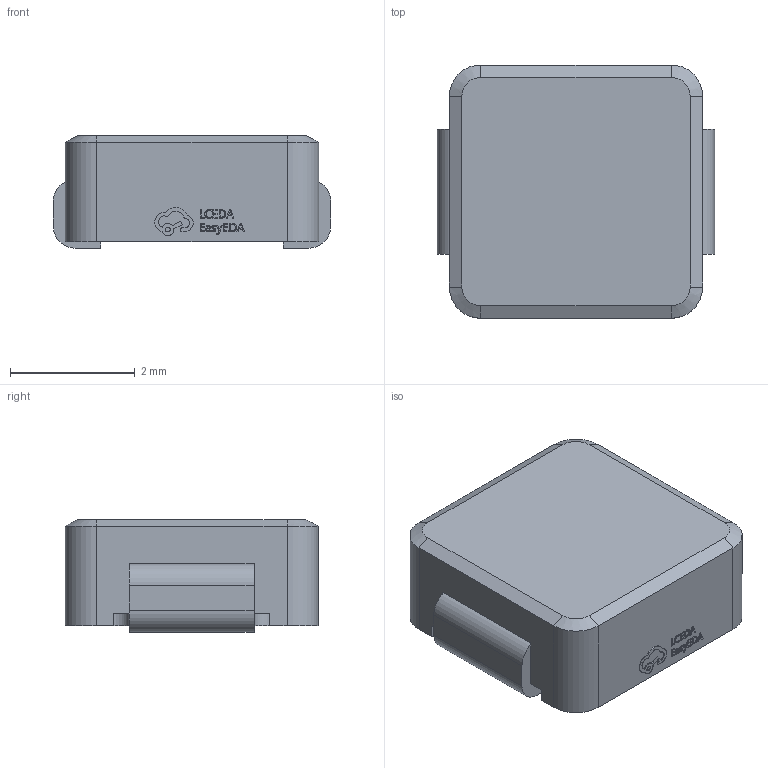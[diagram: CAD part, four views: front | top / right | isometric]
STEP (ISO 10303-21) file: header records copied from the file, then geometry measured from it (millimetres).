
FILE_DESCRIPTION(/* description */ ('Designed by EasyEDA Pro','CAx-IF Rec.Pracs.---Representation and Presentation of Product Manufacturing Information (PMI)---4.0---2014-10-13'),/* implementation_level */ '2;1');
FILE_NAME(/* name */ 'SL0420-2R2M.step',/* time_stamp */ '2025-01-18T13:09:17+03:00',/* author */ (''),/* organization */ (''),/* preprocessor_version */ 'ST-DEVELOPER v20',/* originating_system */ 'Autodesk Translation Framework v13.20.0.188',/* authorisation */ '');
FILE_SCHEMA (('AP242_MANAGED_MODEL_BASED_3D_ENGINEERING_MIM_LF { 1 0 10303 442 1 1 4 }'));
Length unit declared in the file: millimetre
Products named in the file (4): eAmg-PCBModel; eAmg-Board; eAmg-L1-IND-SMD_L4.5-W4.1_GSSM0420; COMPOUND
Assembly tree (3 placements, depth 3):
  eAmg-PCBModel
    eAmg-Board
    eAmg-L1-IND-SMD_L4.5-W4.1_GSSM0420
      COMPOUND
Bounding box: 4.45 x 4.07 x 1.8 mm (x, y, z)
Volume: 30.2 mm3; surface area: 90.7 mm2
Topology: 2 solids, 2 shells, 282 faces, 769 edges, 510 vertices
Faces by surface type: plane 162, bspline 98, cylinder 18, cone 4
Entity records: 9774 total; most frequent: CARTESIAN_POINT 2592, ORIENTED_EDGE 1538, DIRECTION 1175, EDGE_CURVE 769, LINE 533, VECTOR 533, VERTEX_POINT 510, AXIS2_PLACEMENT_3D 321
